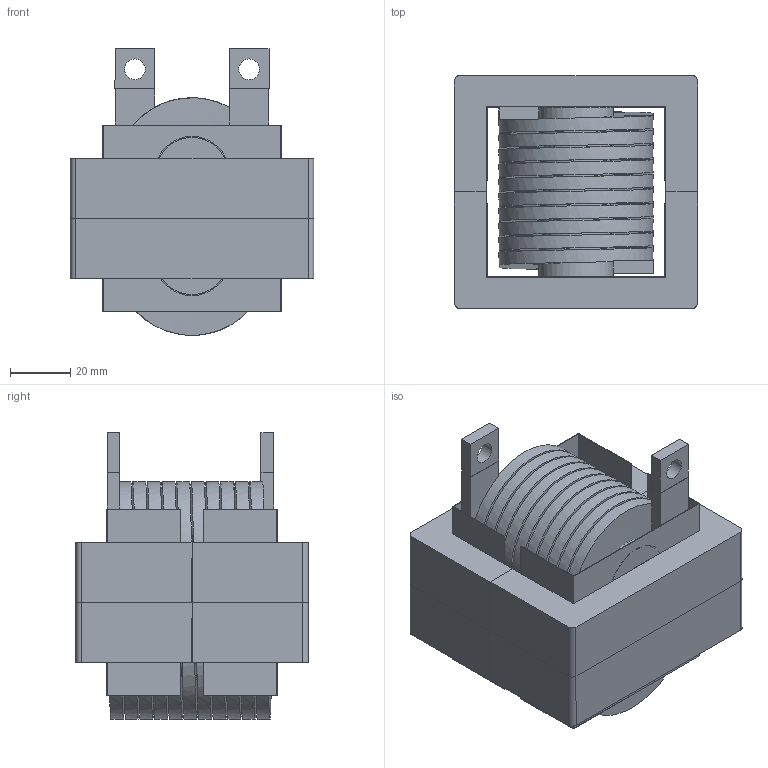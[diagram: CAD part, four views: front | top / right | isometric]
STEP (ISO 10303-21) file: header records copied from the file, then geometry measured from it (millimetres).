
FILE_DESCRIPTION (( 'STEP AP214' ), '1' );
FILE_NAME ('LCES38A62-400M-400AH.STEP', '2020-04-14T20:43:48', ( '' ), ( '' ), 'SwSTEP 2.0', 'SolidWorks 2015', '' );
FILE_SCHEMA (( 'AUTOMOTIVE_DESIGN' ));
Length unit declared in the file: inch
Products named in the file (14): 600A inductor nomex_2; 600A inductor assembly_2; 600A inductor coil_2; LCES38A62-400M-400AH; 600A inductor core_2; 600A inductor outer mylar_2
Assembly tree (9 placements, depth 3):
  LCES38A62-400M-400AH
    600A inductor assembly_2
      600A inductor core_2  x4
      600A inductor outer mylar_2  x2
      600A inductor nomex_2
      600A inductor coil_2
  600A inductor core_2
  600A inductor coil_2
  600A inductor nomex_2
  600A inductor core_2
Bounding box: 80.77 x 77.22 x 95.2 mm (x, y, z)
Volume: 271372.8 mm3; surface area: 150021.9 mm2
Topology: 8 solids, 8 shells, 296 faces, 670 edges, 388 vertices
Faces by surface type: bspline 176, plane 106, cylinder 14
Full cylindrical faces by diameter (mm): 6.858 x2
Entity records: 26571 total; most frequent: CARTESIAN_POINT 19045, ORIENTED_EDGE 1012, EDGE_CURVE 506, DIRECTION 484, VECTOR 308, LINE 308, VERTEX_POINT 280, UNCERTAINTY_MEASURE_WITH_UNIT 248
